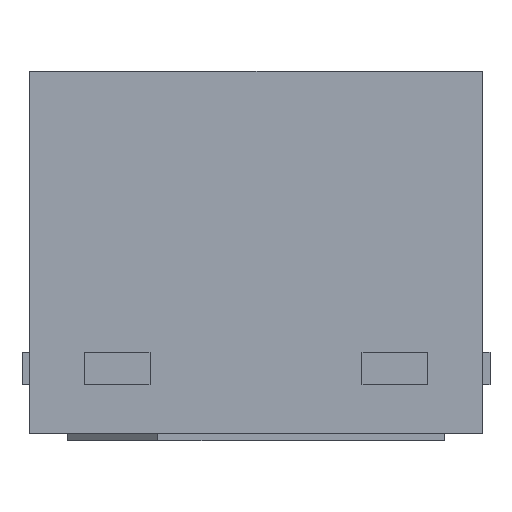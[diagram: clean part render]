
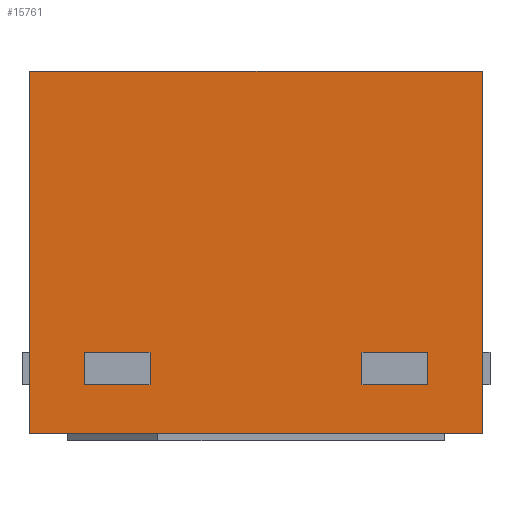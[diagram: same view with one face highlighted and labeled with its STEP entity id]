
A CAD part, left-side view. The second image highlights one B-rep face of the part: STEP entity #15761.
In plain terms, the highlighted planar face has unit normal (-1, 0, 0).
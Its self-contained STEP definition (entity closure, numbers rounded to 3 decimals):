
#5 = DIRECTION ( 'NONE',  ( 0., 1., 0. ) ) ;
#79 = VERTEX_POINT ( 'NONE', #4259 ) ;
#396 = ORIENTED_EDGE ( 'NONE', *, *, #2805, .T. ) ;
#533 = DIRECTION ( 'NONE',  ( 1., 0., 0. ) ) ;
#582 = AXIS2_PLACEMENT_3D ( 'NONE', #8413, #533, #11073 ) ;
#625 = FACE_BOUND ( 'NONE', #13517, .T. ) ;
#748 = ORIENTED_EDGE ( 'NONE', *, *, #2489, .T. ) ;
#891 = CARTESIAN_POINT ( 'NONE',  ( -0.5, -0.228, 0.107 ) ) ;
#959 = ORIENTED_EDGE ( 'NONE', *, *, #10249, .T. ) ;
#980 = VECTOR ( 'NONE', #2401, 1000. ) ;
#1142 = CARTESIAN_POINT ( 'NONE',  ( -0.5, 0.3, 0.48 ) ) ;
#1977 = ORIENTED_EDGE ( 'NONE', *, *, #3960, .F. ) ;
#1984 = CARTESIAN_POINT ( 'NONE',  ( -0.5, -0.14, 0.065 ) ) ;
#2399 = LINE ( 'NONE', #14204, #9856 ) ;
#2401 = DIRECTION ( 'NONE',  ( 0., 0., -1. ) ) ;
#2475 = VERTEX_POINT ( 'NONE', #4746 ) ;
#2489 = EDGE_CURVE ( 'NONE', #5398, #2475, #12294, .T. ) ;
#2703 = LINE ( 'NONE', #17059, #9377 ) ;
#2805 = EDGE_CURVE ( 'NONE', #10781, #3633, #8862, .T. ) ;
#3084 = ORIENTED_EDGE ( 'NONE', *, *, #5078, .F. ) ;
#3105 = EDGE_LOOP ( 'NONE', ( #16673, #959, #10545, #8836 ) ) ;
#3556 = CARTESIAN_POINT ( 'NONE',  ( -0.5, 0.3, 0.48 ) ) ;
#3633 = VERTEX_POINT ( 'NONE', #17156 ) ;
#3931 = LINE ( 'NONE', #8178, #9356 ) ;
#3960 = EDGE_CURVE ( 'NONE', #10781, #13718, #6951, .T. ) ;
#4033 = LINE ( 'NONE', #5046, #6540 ) ;
#4147 = EDGE_CURVE ( 'NONE', #2475, #15389, #4033, .T. ) ;
#4178 = VECTOR ( 'NONE', #11194, 1000. ) ;
#4259 = CARTESIAN_POINT ( 'NONE',  ( -0.5, -0.3, 0. ) ) ;
#4746 = CARTESIAN_POINT ( 'NONE',  ( -0.5, 0.14, 0.065 ) ) ;
#4915 = VERTEX_POINT ( 'NONE', #1984 ) ;
#4989 = EDGE_CURVE ( 'NONE', #4915, #10180, #2399, .T. ) ;
#5044 = CARTESIAN_POINT ( 'NONE',  ( -0.5, 0.228, 0.107 ) ) ;
#5046 = CARTESIAN_POINT ( 'NONE',  ( -0.5, 0.228, 0.065 ) ) ;
#5078 = EDGE_CURVE ( 'NONE', #13718, #79, #3931, .T. ) ;
#5112 = CARTESIAN_POINT ( 'NONE',  ( -0.5, 0.3, 0. ) ) ;
#5384 = ORIENTED_EDGE ( 'NONE', *, *, #8151, .T. ) ;
#5398 = VERTEX_POINT ( 'NONE', #6142 ) ;
#5439 = EDGE_LOOP ( 'NONE', ( #13095, #3084, #1977, #396 ) ) ;
#5518 = VECTOR ( 'NONE', #10638, 1000. ) ;
#5765 = CARTESIAN_POINT ( 'NONE',  ( -0.5, -0.228, 0.065 ) ) ;
#5894 = PLANE ( 'NONE',  #582 ) ;
#5915 = CARTESIAN_POINT ( 'NONE',  ( -0.5, -0.228, 0.107 ) ) ;
#6082 = DIRECTION ( 'NONE',  ( 0., -1., 0. ) ) ;
#6142 = CARTESIAN_POINT ( 'NONE',  ( -0.5, 0.14, 0.107 ) ) ;
#6290 = EDGE_CURVE ( 'NONE', #15824, #9656, #2703, .T. ) ;
#6341 = VECTOR ( 'NONE', #16680, 1000. ) ;
#6521 = EDGE_CURVE ( 'NONE', #12019, #5398, #14735, .T. ) ;
#6532 = VECTOR ( 'NONE', #16426, 1000. ) ;
#6540 = VECTOR ( 'NONE', #5, 1000. ) ;
#6951 = LINE ( 'NONE', #7120, #6532 ) ;
#7020 = FACE_BOUND ( 'NONE', #3105, .T. ) ;
#7070 = VECTOR ( 'NONE', #12527, 1000. ) ;
#7120 = CARTESIAN_POINT ( 'NONE',  ( -0.5, 0.3, 0.48 ) ) ;
#7216 = LINE ( 'NONE', #8605, #4178 ) ;
#7244 = ORIENTED_EDGE ( 'NONE', *, *, #6521, .T. ) ;
#8132 = ORIENTED_EDGE ( 'NONE', *, *, #4147, .T. ) ;
#8151 = EDGE_CURVE ( 'NONE', #15389, #12019, #7216, .T. ) ;
#8178 = CARTESIAN_POINT ( 'NONE',  ( -0.5, -0.3, 0.48 ) ) ;
#8413 = CARTESIAN_POINT ( 'NONE',  ( -0.5, 0.3, 0.48 ) ) ;
#8578 = FACE_OUTER_BOUND ( 'NONE', #5439, .T. ) ;
#8605 = CARTESIAN_POINT ( 'NONE',  ( -0.5, 0.228, 0.107 ) ) ;
#8836 = ORIENTED_EDGE ( 'NONE', *, *, #9713, .T. ) ;
#8862 = LINE ( 'NONE', #3556, #7070 ) ;
#9055 = VECTOR ( 'NONE', #6082, 1000. ) ;
#9356 = VECTOR ( 'NONE', #11006, 1000. ) ;
#9377 = VECTOR ( 'NONE', #15807, 1000. ) ;
#9656 = VERTEX_POINT ( 'NONE', #10745 ) ;
#9713 = EDGE_CURVE ( 'NONE', #10180, #15824, #11454, .T. ) ;
#9856 = VECTOR ( 'NONE', #14357, 1000. ) ;
#10122 = LINE ( 'NONE', #5112, #6341 ) ;
#10180 = VERTEX_POINT ( 'NONE', #13584 ) ;
#10249 = EDGE_CURVE ( 'NONE', #9656, #4915, #13750, .T. ) ;
#10545 = ORIENTED_EDGE ( 'NONE', *, *, #4989, .T. ) ;
#10638 = DIRECTION ( 'NONE',  ( 0., -1., 0. ) ) ;
#10745 = CARTESIAN_POINT ( 'NONE',  ( -0.5, -0.228, 0.065 ) ) ;
#10781 = VERTEX_POINT ( 'NONE', #1142 ) ;
#11006 = DIRECTION ( 'NONE',  ( 0., 0., -1. ) ) ;
#11073 = DIRECTION ( 'NONE',  ( 0., 0., -1. ) ) ;
#11194 = DIRECTION ( 'NONE',  ( 0., 0., 1. ) ) ;
#11454 = LINE ( 'NONE', #5915, #9055 ) ;
#12019 = VERTEX_POINT ( 'NONE', #5044 ) ;
#12294 = LINE ( 'NONE', #13688, #980 ) ;
#12527 = DIRECTION ( 'NONE',  ( 0., 0., -1. ) ) ;
#13095 = ORIENTED_EDGE ( 'NONE', *, *, #15035, .T. ) ;
#13517 = EDGE_LOOP ( 'NONE', ( #5384, #7244, #748, #8132 ) ) ;
#13584 = CARTESIAN_POINT ( 'NONE',  ( -0.5, -0.14, 0.107 ) ) ;
#13688 = CARTESIAN_POINT ( 'NONE',  ( -0.5, 0.14, 0.107 ) ) ;
#13718 = VERTEX_POINT ( 'NONE', #15265 ) ;
#13750 = LINE ( 'NONE', #5765, #14629 ) ;
#14204 = CARTESIAN_POINT ( 'NONE',  ( -0.5, -0.14, 0.107 ) ) ;
#14357 = DIRECTION ( 'NONE',  ( 0., 0., 1. ) ) ;
#14629 = VECTOR ( 'NONE', #16362, 1000. ) ;
#14735 = LINE ( 'NONE', #15948, #5518 ) ;
#15035 = EDGE_CURVE ( 'NONE', #3633, #79, #10122, .T. ) ;
#15265 = CARTESIAN_POINT ( 'NONE',  ( -0.5, -0.3, 0.48 ) ) ;
#15389 = VERTEX_POINT ( 'NONE', #17145 ) ;
#15761 = ADVANCED_FACE ( 'NONE', ( #625, #7020, #8578 ), #5894, .F. ) ;
#15807 = DIRECTION ( 'NONE',  ( 0., 0., -1. ) ) ;
#15824 = VERTEX_POINT ( 'NONE', #891 ) ;
#15948 = CARTESIAN_POINT ( 'NONE',  ( -0.5, 0.228, 0.107 ) ) ;
#16362 = DIRECTION ( 'NONE',  ( 0., 1., 0. ) ) ;
#16426 = DIRECTION ( 'NONE',  ( 0., -1., 0. ) ) ;
#16673 = ORIENTED_EDGE ( 'NONE', *, *, #6290, .T. ) ;
#16680 = DIRECTION ( 'NONE',  ( 0., -1., 0. ) ) ;
#17059 = CARTESIAN_POINT ( 'NONE',  ( -0.5, -0.228, 0.107 ) ) ;
#17145 = CARTESIAN_POINT ( 'NONE',  ( -0.5, 0.228, 0.065 ) ) ;
#17156 = CARTESIAN_POINT ( 'NONE',  ( -0.5, 0.3, 0. ) ) ;
